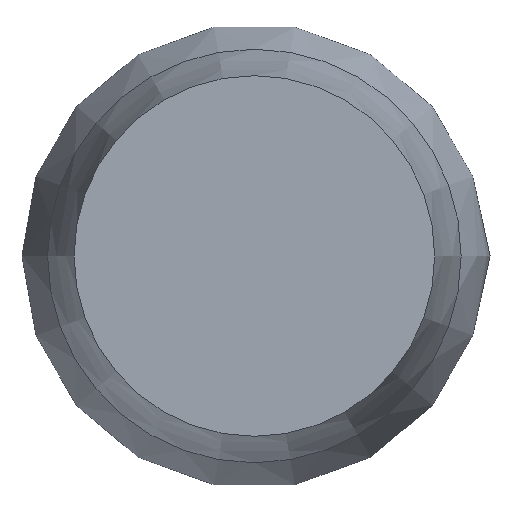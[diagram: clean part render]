
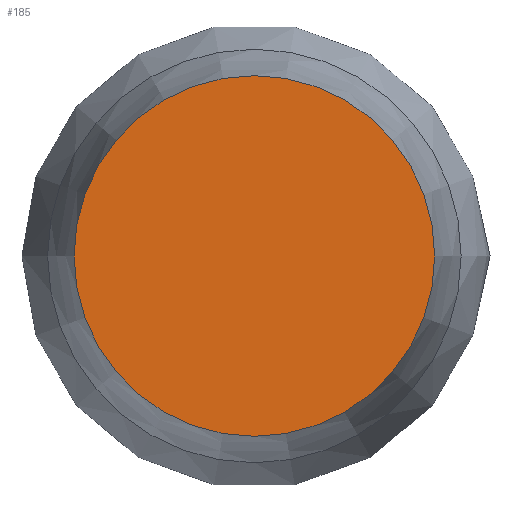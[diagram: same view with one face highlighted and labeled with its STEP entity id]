
A CAD part, front view. The second image highlights one B-rep face of the part: STEP entity #185.
In plain terms, the highlighted planar face has unit normal (0, -1, 0).
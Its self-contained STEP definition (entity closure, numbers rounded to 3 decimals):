
#164 = EDGE_CURVE('',#165,#165,#167,.T.);
#165 = VERTEX_POINT('',#166);
#166 = CARTESIAN_POINT('',(0.375,-17.5,0.));
#167 = CIRCLE('',#168,0.375);
#168 = AXIS2_PLACEMENT_3D('',#169,#170,#171);
#169 = CARTESIAN_POINT('',(0.,-17.5,0.));
#170 = DIRECTION('',(-0.,-1.,0.));
#171 = DIRECTION('',(1.,-0.,0.));
#185 = ADVANCED_FACE('',(#186),#189,.T.);
#186 = FACE_BOUND('',#187,.F.);
#187 = EDGE_LOOP('',(#188));
#188 = ORIENTED_EDGE('',*,*,#164,.F.);
#189 = PLANE('',#190);
#190 = AXIS2_PLACEMENT_3D('',#191,#192,#193);
#191 = CARTESIAN_POINT('',(0.,-17.5,0.));
#192 = DIRECTION('',(-0.,-1.,-0.));
#193 = DIRECTION('',(1.,-0.,0.));
